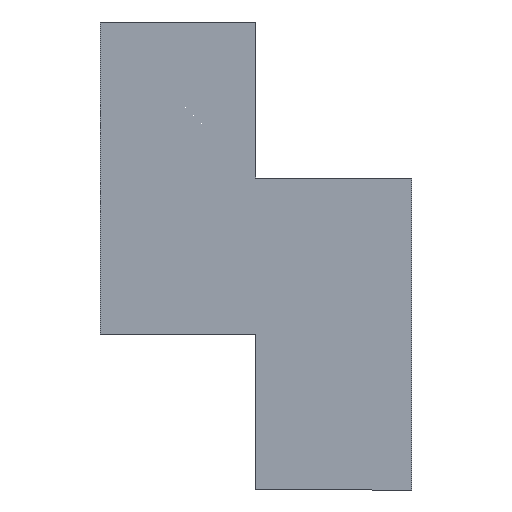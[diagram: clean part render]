
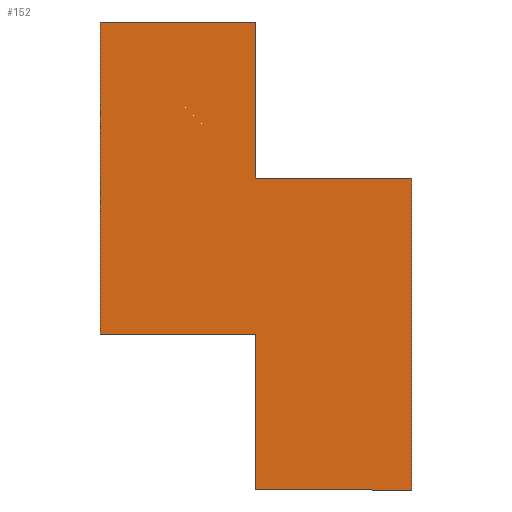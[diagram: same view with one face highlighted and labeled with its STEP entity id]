
A CAD part, front view. The second image highlights one B-rep face of the part: STEP entity #152.
In plain terms, the highlighted planar face has unit normal (0, -1, 0).
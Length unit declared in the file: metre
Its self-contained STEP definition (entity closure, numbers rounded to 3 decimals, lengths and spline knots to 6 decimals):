
#3 = AXIS2_PLACEMENT_3D ( 'NONE', #151, #63, #174 ) ;
#5 = CARTESIAN_POINT ( 'NONE',  ( 5., 0., 2.5 ) ) ;
#7 = DIRECTION ( 'NONE',  ( 1., 0., 0. ) ) ;
#15 = DIRECTION ( 'NONE',  ( 1., 0., 0. ) ) ;
#24 = ORIENTED_EDGE ( 'NONE', *, *, #320, .F. ) ;
#29 = LINE ( 'NONE', #244, #116 ) ;
#32 = LINE ( 'NONE', #290, #95 ) ;
#37 = DIRECTION ( 'NONE',  ( -1., 0., 0. ) ) ;
#39 = VERTEX_POINT ( 'NONE', #308 ) ;
#47 = EDGE_CURVE ( 'NONE', #229, #101, #72, .T. ) ;
#55 = CARTESIAN_POINT ( 'NONE',  ( -5., 0., 7.5 ) ) ;
#60 = LINE ( 'NONE', #210, #226 ) ;
#63 = DIRECTION ( 'NONE',  ( 0., 1., 0. ) ) ;
#64 = ORIENTED_EDGE ( 'NONE', *, *, #98, .F. ) ;
#66 = FACE_OUTER_BOUND ( 'NONE', #299, .T. ) ;
#69 = VERTEX_POINT ( 'NONE', #241 ) ;
#72 = LINE ( 'NONE', #184, #235 ) ;
#92 = VECTOR ( 'NONE', #7, 1. ) ;
#93 = EDGE_CURVE ( 'NONE', #114, #229, #29, .T. ) ;
#95 = VECTOR ( 'NONE', #37, 1. ) ;
#98 = EDGE_CURVE ( 'NONE', #69, #39, #60, .T. ) ;
#101 = VERTEX_POINT ( 'NONE', #55 ) ;
#103 = CARTESIAN_POINT ( 'NONE',  ( -5., 0., -2.5 ) ) ;
#109 = CARTESIAN_POINT ( 'NONE',  ( 0., 0., -7.5 ) ) ;
#111 = CARTESIAN_POINT ( 'NONE',  ( 0., 0., -2.5 ) ) ;
#114 = VERTEX_POINT ( 'NONE', #111 ) ;
#116 = VECTOR ( 'NONE', #165, 1. ) ;
#117 = VERTEX_POINT ( 'NONE', #5 ) ;
#121 = VECTOR ( 'NONE', #167, 1. ) ;
#122 = EDGE_CURVE ( 'NONE', #130, #114, #137, .T. ) ;
#130 = VERTEX_POINT ( 'NONE', #109 ) ;
#132 = ORIENTED_EDGE ( 'NONE', *, *, #204, .F. ) ;
#134 = CARTESIAN_POINT ( 'NONE',  ( 5., 0., 2.5 ) ) ;
#137 = LINE ( 'NONE', #265, #306 ) ;
#151 = CARTESIAN_POINT ( 'NONE',  ( 0., 0., 0. ) ) ;
#152 = ADVANCED_FACE ( 'NONE', ( #66 ), #300, .F. ) ;
#160 = LINE ( 'NONE', #318, #92 ) ;
#165 = DIRECTION ( 'NONE',  ( -1., 0., 0. ) ) ;
#167 = DIRECTION ( 'NONE',  ( 0., 0., -1. ) ) ;
#174 = DIRECTION ( 'NONE',  ( 0., 0., 1. ) ) ;
#180 = ORIENTED_EDGE ( 'NONE', *, *, #242, .F. ) ;
#182 = ORIENTED_EDGE ( 'NONE', *, *, #122, .F. ) ;
#184 = CARTESIAN_POINT ( 'NONE',  ( -5., 0., -2.5 ) ) ;
#187 = LINE ( 'NONE', #134, #121 ) ;
#201 = VECTOR ( 'NONE', #15, 1. ) ;
#204 = EDGE_CURVE ( 'NONE', #101, #69, #298, .T. ) ;
#205 = ORIENTED_EDGE ( 'NONE', *, *, #93, .F. ) ;
#210 = CARTESIAN_POINT ( 'NONE',  ( 0., 0., 7.5 ) ) ;
#217 = VERTEX_POINT ( 'NONE', #327 ) ;
#223 = ORIENTED_EDGE ( 'NONE', *, *, #310, .F. ) ;
#226 = VECTOR ( 'NONE', #238, 1. ) ;
#229 = VERTEX_POINT ( 'NONE', #103 ) ;
#235 = VECTOR ( 'NONE', #285, 1. ) ;
#238 = DIRECTION ( 'NONE',  ( 0., 0., -1. ) ) ;
#241 = CARTESIAN_POINT ( 'NONE',  ( 0., 0., 7.5 ) ) ;
#242 = EDGE_CURVE ( 'NONE', #39, #117, #160, .T. ) ;
#244 = CARTESIAN_POINT ( 'NONE',  ( 0., 0., -2.5 ) ) ;
#265 = CARTESIAN_POINT ( 'NONE',  ( 0., 0., -7.5 ) ) ;
#273 = DIRECTION ( 'NONE',  ( 0., 0., 1. ) ) ;
#279 = CARTESIAN_POINT ( 'NONE',  ( -5., 0., 7.5 ) ) ;
#285 = DIRECTION ( 'NONE',  ( 0., 0., 1. ) ) ;
#290 = CARTESIAN_POINT ( 'NONE',  ( 5., 0., -7.5 ) ) ;
#298 = LINE ( 'NONE', #279, #201 ) ;
#299 = EDGE_LOOP ( 'NONE', ( #24, #223, #180, #64, #132, #303, #205, #182 ) ) ;
#300 = PLANE ( 'NONE',  #3 ) ;
#303 = ORIENTED_EDGE ( 'NONE', *, *, #47, .F. ) ;
#306 = VECTOR ( 'NONE', #273, 1. ) ;
#308 = CARTESIAN_POINT ( 'NONE',  ( 0., 0., 2.5 ) ) ;
#310 = EDGE_CURVE ( 'NONE', #117, #217, #187, .T. ) ;
#318 = CARTESIAN_POINT ( 'NONE',  ( 0., 0., 2.5 ) ) ;
#320 = EDGE_CURVE ( 'NONE', #217, #130, #32, .T. ) ;
#327 = CARTESIAN_POINT ( 'NONE',  ( 5., 0., -7.5 ) ) ;
